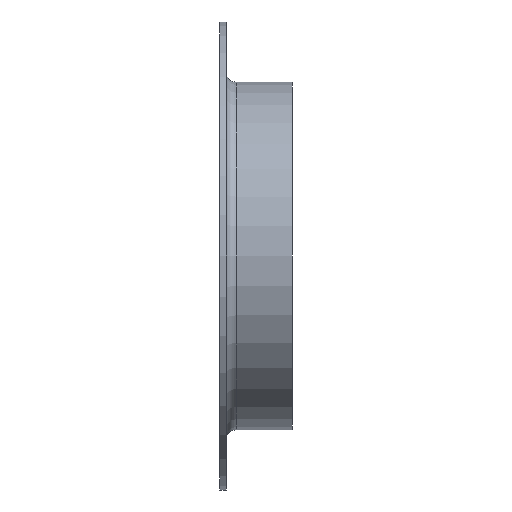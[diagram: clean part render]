
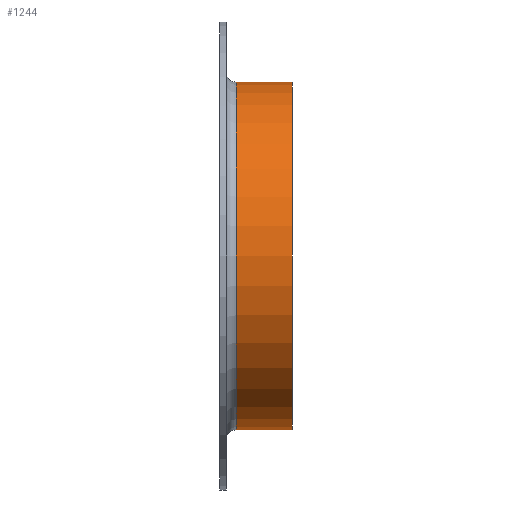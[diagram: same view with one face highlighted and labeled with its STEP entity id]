
A CAD part, front view. The second image highlights one B-rep face of the part: STEP entity #1244.
In plain terms, the highlighted cylindrical face has radius 69.85 mm (diameter 139.7 mm), a full revolution.
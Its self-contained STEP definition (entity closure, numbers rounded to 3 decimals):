
#28 = CIRCLE ( 'NONE', #6091, 69.85 ) ;
#77 = CIRCLE ( 'NONE', #14181, 69.85 ) ;
#568 = DIRECTION ( 'NONE',  ( 0., 0., 1. ) ) ;
#573 = CARTESIAN_POINT ( 'NONE',  ( 0., 0., 0. ) ) ;
#575 = DIRECTION ( 'NONE',  ( -1., 0., 0. ) ) ;
#1244 = ADVANCED_FACE ( 'NONE', ( #10410, #10424 ), #10303, .T. ) ;
#1600 = EDGE_CURVE ( 'NONE', #7003, #7003, #28, .T. ) ;
#1654 = EDGE_CURVE ( 'NONE', #7176, #7176, #77, .T. ) ;
#3940 = AXIS2_PLACEMENT_3D ( 'NONE', #573, #575, #568 ) ;
#6091 = AXIS2_PLACEMENT_3D ( 'NONE', #6998, #6999, #6857 ) ;
#6321 = DIRECTION ( 'NONE',  ( 0., 0., 1. ) ) ;
#6322 = DIRECTION ( 'NONE',  ( 1., 0., 0. ) ) ;
#6323 = CARTESIAN_POINT ( 'NONE',  ( 6.5, 0., 0. ) ) ;
#6857 = DIRECTION ( 'NONE',  ( 0., 0., 1. ) ) ;
#6998 = CARTESIAN_POINT ( 'NONE',  ( 29., 0., 0. ) ) ;
#6999 = DIRECTION ( 'NONE',  ( -1., 0., 0. ) ) ;
#7003 = VERTEX_POINT ( 'NONE', #12832 ) ;
#7176 = VERTEX_POINT ( 'NONE', #12827 ) ;
#9232 = ORIENTED_EDGE ( 'NONE', *, *, #1600, .T. ) ;
#9233 = ORIENTED_EDGE ( 'NONE', *, *, #1654, .T. ) ;
#10303 = CYLINDRICAL_SURFACE ( 'NONE', #3940, 69.85 ) ;
#10410 = FACE_OUTER_BOUND ( 'NONE', #11018, .T. ) ;
#10424 = FACE_OUTER_BOUND ( 'NONE', #10942, .T. ) ;
#10942 = EDGE_LOOP ( 'NONE', ( #9232 ) ) ;
#11018 = EDGE_LOOP ( 'NONE', ( #9233 ) ) ;
#12827 = CARTESIAN_POINT ( 'NONE',  ( 6.5, 0., 69.85 ) ) ;
#12832 = CARTESIAN_POINT ( 'NONE',  ( 29., 0., 69.85 ) ) ;
#14181 = AXIS2_PLACEMENT_3D ( 'NONE', #6323, #6322, #6321 ) ;
